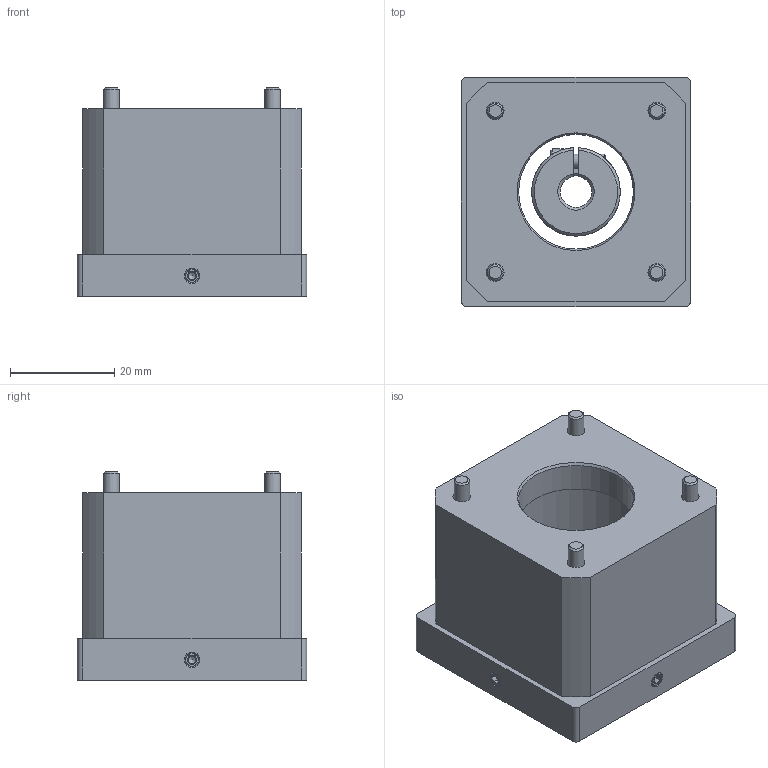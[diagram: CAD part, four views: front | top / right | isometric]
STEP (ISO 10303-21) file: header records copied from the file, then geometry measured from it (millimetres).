
FILE_DESCRIPTION( ( 'STEP AP214' ), '1' );
FILE_NAME( '8094200_EAMM-A-V32-42AB.stp', '2019-05-22T01:31:50', ( '' ), ( '' ), ' ', 'PARTsolutions', ' ' );
FILE_SCHEMA( ( 'AUTOMOTIVE_DESIGN { 1 0 10303 214 1 1 1 1 }' ) );
Length unit declared in the file: millimetre
Products named in the file (7): 8094200 EAMM-A-V32-42AB; HI_8094200 EAMM-A-V32-42AB---(P); HI_ISO-4762 M3x30; _8090752 EAMC-15-GS8-D6x7; _4953161 EAMC-15-GS8; HI_ISO-4762 M2.5x8; HI_ISO-4026 M3x6
Assembly tree (12 placements, depth 2):
  8094200 EAMM-A-V32-42AB
    HI_8094200 EAMM-A-V32-42AB---(P)
    HI_ISO-4762 M3x30  x4
    _8090752 EAMC-15-GS8-D6x7
    _4953161 EAMC-15-GS8
    HI_ISO-4762 M2.5x8
    HI_ISO-4026 M3x6  x4
Bounding box: 44 x 44 x 40 mm (x, y, z)
Volume: 40335.4 mm3; surface area: 18033.6 mm2
Topology: 12 solids, 12 shells, 346 faces, 774 edges, 468 vertices
Faces by surface type: plane 166, cone 103, cylinder 75, torus 2
Full cylindrical faces by diameter (mm): 2.013 x2, 2.459 x4, 2.5 x1, 3 x8, 3.4 x4, 3.5 x4, 4.5 x1, 5.5 x4, 6.2 x1, 6.5 x4, 22 x1, 30 x1, 32 x1
Entity records: 7171 total; most frequent: CARTESIAN_POINT 1250, DIRECTION 943, ORIENTED_EDGE 776, AXIS2_PLACEMENT_3D 392, EDGE_CURVE 388, EDGE_LOOP 276, VERTEX_POINT 275, FACE_OUTER_BOUND 217
